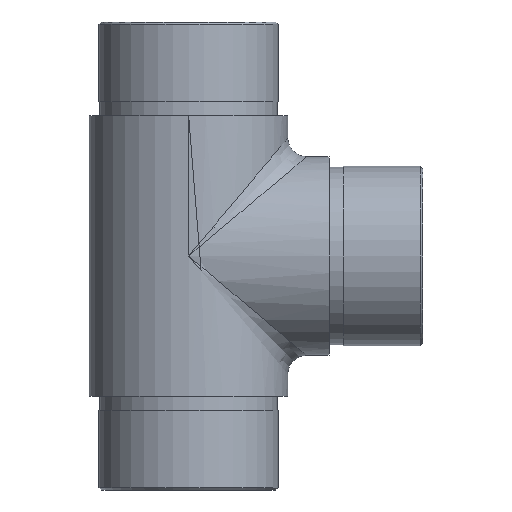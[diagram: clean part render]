
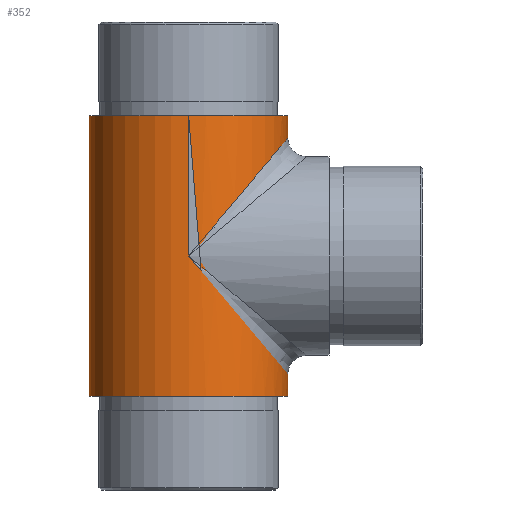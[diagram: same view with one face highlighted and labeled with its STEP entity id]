
A CAD part, left-side view. The second image highlights one B-rep face of the part: STEP entity #352.
In plain terms, the highlighted cylindrical face has radius 21.2 mm (diameter 42.4 mm), a full revolution.
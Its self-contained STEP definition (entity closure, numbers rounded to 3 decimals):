
#352 = ADVANCED_FACE ( 'NONE', ( #10819, #4416, #2976 ), #1632, .T. ) ;
#568 = DIRECTION ( 'NONE',  ( 0., 0., -1. ) ) ;
#596 = ORIENTED_EDGE ( 'NONE', *, *, #10880, .T. ) ;
#773 = CIRCLE ( 'NONE', #5485, 21.2 ) ;
#823 =( BOUNDED_CURVE ( )  B_SPLINE_CURVE ( 3, ( #4539, #7451, #10369, #870 ),
 .UNSPECIFIED., .F., .F. ) 
 B_SPLINE_CURVE_WITH_KNOTS ( ( 4, 4 ),
 ( 1.571, 4.712 ),
 .UNSPECIFIED. ) 
 CURVE ( )  GEOMETRIC_REPRESENTATION_ITEM ( )  RATIONAL_B_SPLINE_CURVE ( ( 1., 0.333, 0.333, 1. ) ) 
 REPRESENTATION_ITEM ( '' )  );
#870 = CARTESIAN_POINT ( 'NONE',  ( 21.2, 50., 0. ) ) ;
#953 = CARTESIAN_POINT ( 'NONE',  ( 21.2, 50., 30. ) ) ;
#979 =( BOUNDED_CURVE ( )  B_SPLINE_CURVE ( 3, ( #8841, #4970, #7904, #11661 ),
 .UNSPECIFIED., .F., .F. ) 
 B_SPLINE_CURVE_WITH_KNOTS ( ( 4, 4 ),
 ( 4.712, 7.854 ),
 .UNSPECIFIED. ) 
 CURVE ( )  GEOMETRIC_REPRESENTATION_ITEM ( )  RATIONAL_B_SPLINE_CURVE ( ( 1., 0.333, 0.333, 1. ) ) 
 REPRESENTATION_ITEM ( '' )  );
#1021 = CARTESIAN_POINT ( 'NONE',  ( 0., 50., 30. ) ) ;
#1066 = DIRECTION ( 'NONE',  ( 1., 0., 0. ) ) ;
#1632 = CYLINDRICAL_SURFACE ( 'NONE', #4643, 21.2 ) ;
#1647 = DIRECTION ( 'NONE',  ( 1., 0., 0. ) ) ;
#2621 = CIRCLE ( 'NONE', #4356, 21.2 ) ;
#2912 = DIRECTION ( 'NONE',  ( 0., 0., 1. ) ) ;
#2976 = FACE_BOUND ( 'NONE', #4649, .T. ) ;
#3976 = ORIENTED_EDGE ( 'NONE', *, *, #9316, .T. ) ;
#4356 = AXIS2_PLACEMENT_3D ( 'NONE', #1021, #2912, #1066 ) ;
#4416 = FACE_OUTER_BOUND ( 'NONE', #8291, .T. ) ;
#4539 = CARTESIAN_POINT ( 'NONE',  ( -21.2, 50., 0. ) ) ;
#4643 = AXIS2_PLACEMENT_3D ( 'NONE', #7121, #568, #5116 ) ;
#4649 = EDGE_LOOP ( 'NONE', ( #7673, #596 ) ) ;
#4970 = CARTESIAN_POINT ( 'NONE',  ( 21.2, 7.6, -50.4 ) ) ;
#5116 = DIRECTION ( 'NONE',  ( -1., 0., 0. ) ) ;
#5311 = DIRECTION ( 'NONE',  ( 0., 0., 1. ) ) ;
#5485 = AXIS2_PLACEMENT_3D ( 'NONE', #9195, #5311, #1647 ) ;
#5620 = VERTEX_POINT ( 'NONE', #12131 ) ;
#6018 = CARTESIAN_POINT ( 'NONE',  ( 21.2, 50., 0. ) ) ;
#7072 = EDGE_CURVE ( 'NONE', #9596, #9596, #2621, .T. ) ;
#7121 = CARTESIAN_POINT ( 'NONE',  ( 0., 50., 30. ) ) ;
#7135 = VERTEX_POINT ( 'NONE', #6018 ) ;
#7451 = CARTESIAN_POINT ( 'NONE',  ( -21.2, 7.6, 50.4 ) ) ;
#7612 = CARTESIAN_POINT ( 'NONE',  ( 21.2, 50., -30. ) ) ;
#7673 = ORIENTED_EDGE ( 'NONE', *, *, #9760, .T. ) ;
#7904 = CARTESIAN_POINT ( 'NONE',  ( -21.2, 7.6, -50.4 ) ) ;
#8291 = EDGE_LOOP ( 'NONE', ( #11413 ) ) ;
#8841 = CARTESIAN_POINT ( 'NONE',  ( 21.2, 50., 0. ) ) ;
#9195 = CARTESIAN_POINT ( 'NONE',  ( 0., 50., -30. ) ) ;
#9316 = EDGE_CURVE ( 'NONE', #11837, #11837, #773, .T. ) ;
#9596 = VERTEX_POINT ( 'NONE', #953 ) ;
#9760 = EDGE_CURVE ( 'NONE', #5620, #7135, #823, .T. ) ;
#10226 = EDGE_LOOP ( 'NONE', ( #3976 ) ) ;
#10369 = CARTESIAN_POINT ( 'NONE',  ( 21.2, 7.6, 50.4 ) ) ;
#10819 = FACE_OUTER_BOUND ( 'NONE', #10226, .T. ) ;
#10880 = EDGE_CURVE ( 'NONE', #7135, #5620, #979, .T. ) ;
#11413 = ORIENTED_EDGE ( 'NONE', *, *, #7072, .F. ) ;
#11661 = CARTESIAN_POINT ( 'NONE',  ( -21.2, 50., 0. ) ) ;
#11837 = VERTEX_POINT ( 'NONE', #7612 ) ;
#12131 = CARTESIAN_POINT ( 'NONE',  ( -21.2, 50., 0. ) ) ;
